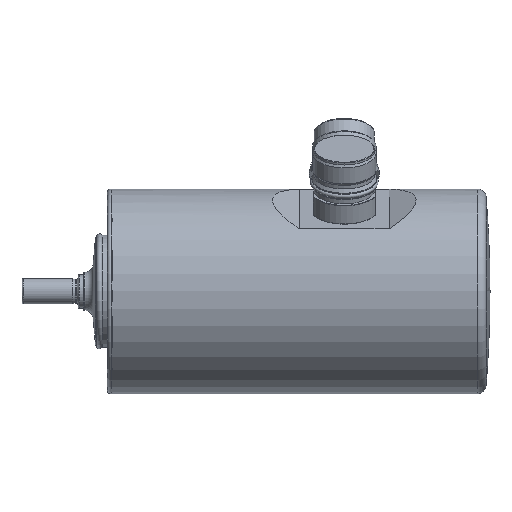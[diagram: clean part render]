
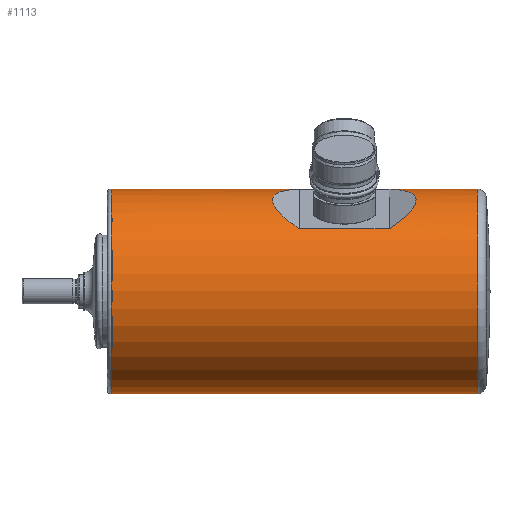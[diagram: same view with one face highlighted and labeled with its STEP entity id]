
A CAD part, front view. The second image highlights one B-rep face of the part: STEP entity #1113.
In plain terms, the highlighted cylindrical face has radius 36.5 mm (diameter 73 mm), a full revolution.
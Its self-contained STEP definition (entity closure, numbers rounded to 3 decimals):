
#639=ELLIPSE('',#2969,106.719,36.5);
#640=ELLIPSE('',#2972,106.719,36.5);
#641=ELLIPSE('',#2974,106.719,36.5);
#642=ELLIPSE('',#2977,106.719,36.5);
#721=LINE('',#4174,#832);
#722=LINE('',#4176,#833);
#725=LINE('',#4187,#836);
#726=LINE('',#4189,#837);
#832=VECTOR('',#3415,1.);
#833=VECTOR('',#3416,1.);
#836=VECTOR('',#3429,1.);
#837=VECTOR('',#3430,1.);
#1113=ADVANCED_FACE('',(#1316,#1317,#1318,#1319),#1235,.T.);
#1235=CYLINDRICAL_SURFACE('',#2988,36.5);
#1316=FACE_BOUND('',#1575,.T.);
#1317=FACE_BOUND('',#1576,.T.);
#1318=FACE_BOUND('',#1577,.T.);
#1319=FACE_BOUND('',#1578,.T.);
#1575=EDGE_LOOP('',(#1982,#1983,#1984,#1985));
#1576=EDGE_LOOP('',(#1986,#1987,#1988,#1989));
#1577=EDGE_LOOP('',(#1990));
#1578=EDGE_LOOP('',(#1991));
#1982=ORIENTED_EDGE('',*,*,#2622,.F.);
#1983=ORIENTED_EDGE('',*,*,#2620,.F.);
#1984=ORIENTED_EDGE('',*,*,#2618,.F.);
#1985=ORIENTED_EDGE('',*,*,#2619,.F.);
#1986=ORIENTED_EDGE('',*,*,#2616,.F.);
#1987=ORIENTED_EDGE('',*,*,#2614,.F.);
#1988=ORIENTED_EDGE('',*,*,#2612,.F.);
#1989=ORIENTED_EDGE('',*,*,#2613,.F.);
#1990=ORIENTED_EDGE('',*,*,#2610,.T.);
#1991=ORIENTED_EDGE('',*,*,#2627,.T.);
#2373=VERTEX_POINT('',#4167);
#2374=VERTEX_POINT('',#4170);
#2375=VERTEX_POINT('',#4171);
#2376=VERTEX_POINT('',#4175);
#2377=VERTEX_POINT('',#4177);
#2378=VERTEX_POINT('',#4183);
#2379=VERTEX_POINT('',#4184);
#2380=VERTEX_POINT('',#4188);
#2381=VERTEX_POINT('',#4190);
#2386=VERTEX_POINT('',#4208);
#2610=EDGE_CURVE('',#2373,#2373,#2799,.T.);
#2612=EDGE_CURVE('',#2374,#2375,#639,.T.);
#2613=EDGE_CURVE('',#2376,#2374,#721,.T.);
#2614=EDGE_CURVE('',#2375,#2377,#722,.T.);
#2616=EDGE_CURVE('',#2377,#2376,#640,.T.);
#2618=EDGE_CURVE('',#2378,#2379,#641,.T.);
#2619=EDGE_CURVE('',#2380,#2378,#725,.T.);
#2620=EDGE_CURVE('',#2379,#2381,#726,.T.);
#2622=EDGE_CURVE('',#2381,#2380,#642,.T.);
#2627=EDGE_CURVE('',#2386,#2386,#2804,.T.);
#2799=CIRCLE('',#2967,36.5);
#2804=CIRCLE('',#2987,36.5);
#2967=AXIS2_PLACEMENT_3D('',#4166,#3406,#3407);
#2969=AXIS2_PLACEMENT_3D('',#4172,#3411,#3412);
#2972=AXIS2_PLACEMENT_3D('',#4180,#3420,#3421);
#2974=AXIS2_PLACEMENT_3D('',#4185,#3425,#3426);
#2977=AXIS2_PLACEMENT_3D('',#4193,#3434,#3435);
#2987=AXIS2_PLACEMENT_3D('',#4207,#3454,#3455);
#2988=AXIS2_PLACEMENT_3D('',#4209,#3456,#3457);
#3406=DIRECTION('',(0.,-1.,0.));
#3407=DIRECTION('',(0.,0.,1.));
#3411=DIRECTION('',(0.837,0.342,0.427));
#3412=DIRECTION('',(-0.305,0.94,-0.155));
#3415=DIRECTION('',(0.,-1.,0.));
#3416=DIRECTION('',(0.,1.,0.));
#3420=DIRECTION('',(0.837,-0.342,0.427));
#3421=DIRECTION('',(0.305,0.94,0.155));
#3425=DIRECTION('',(0.837,0.342,-0.427));
#3426=DIRECTION('',(-0.305,0.94,0.155));
#3429=DIRECTION('',(0.,-1.,0.));
#3430=DIRECTION('',(0.,1.,0.));
#3434=DIRECTION('',(0.837,-0.342,-0.427));
#3435=DIRECTION('',(0.305,0.94,-0.155));
#3454=DIRECTION('',(0.,1.,0.));
#3455=DIRECTION('',(0.,0.,1.));
#3456=DIRECTION('',(0.,1.,0.));
#3457=DIRECTION('',(0.,0.,1.));
#4166=CARTESIAN_POINT('',(0.,131.605,0.));
#4167=CARTESIAN_POINT('',(0.,131.605,36.5));
#4170=CARTESIAN_POINT('',(22.323,68.,28.878));
#4171=CARTESIAN_POINT('',(36.484,68.,1.085));
#4172=CARTESIAN_POINT('',(0.,158.667,0.));
#4174=CARTESIAN_POINT('',(22.323,0.,28.878));
#4175=CARTESIAN_POINT('',(22.323,100.,28.878));
#4176=CARTESIAN_POINT('',(36.484,0.,1.085));
#4177=CARTESIAN_POINT('',(36.484,100.,1.085));
#4180=CARTESIAN_POINT('',(0.,9.333,0.));
#4183=CARTESIAN_POINT('',(36.484,68.,-1.085));
#4184=CARTESIAN_POINT('',(22.323,68.,-28.878));
#4185=CARTESIAN_POINT('',(0.,158.667,0.));
#4187=CARTESIAN_POINT('',(36.484,0.,-1.085));
#4188=CARTESIAN_POINT('',(36.484,100.,-1.085));
#4189=CARTESIAN_POINT('',(22.323,0.,-28.878));
#4190=CARTESIAN_POINT('',(22.323,100.,-28.878));
#4193=CARTESIAN_POINT('',(0.,9.333,0.));
#4207=CARTESIAN_POINT('',(0.,0.914,0.));
#4208=CARTESIAN_POINT('',(0.,0.914,36.5));
#4209=CARTESIAN_POINT('',(0.,0.,0.));
